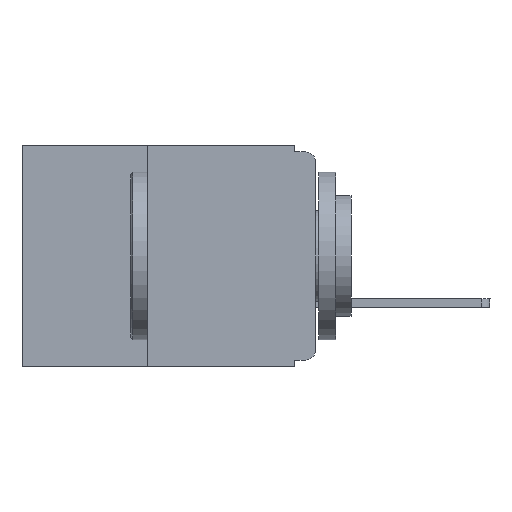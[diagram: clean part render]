
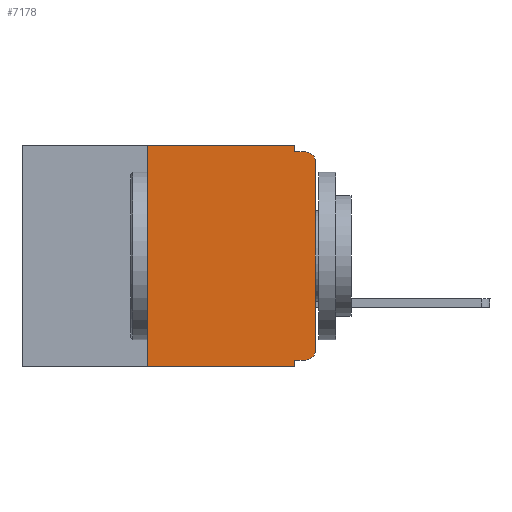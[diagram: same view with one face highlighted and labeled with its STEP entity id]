
A CAD part, left-side view. The second image highlights one B-rep face of the part: STEP entity #7178.
In plain terms, the highlighted planar face has unit normal (-1, 0, 0).
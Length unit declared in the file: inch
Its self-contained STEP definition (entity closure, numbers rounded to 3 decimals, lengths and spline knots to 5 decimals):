
#248 = CARTESIAN_POINT ( 'NONE',  ( 0., 0.437, 0. ) ) ;
#374 = DIRECTION ( 'NONE',  ( 0., 0., 1. ) ) ;
#445 = EDGE_CURVE ( 'NONE', #6105, #8657, #4588, .T. ) ;
#448 = LINE ( 'NONE', #845, #2606 ) ;
#492 = EDGE_LOOP ( 'NONE', ( #6344, #2787, #880, #4988, #6545, #10372, #10074, #10413, #9434, #6078 ) ) ;
#499 = CARTESIAN_POINT ( 'NONE',  ( 0., 0.031, -0.33 ) ) ;
#540 = VECTOR ( 'NONE', #7045, 39.37008 ) ;
#583 = EDGE_CURVE ( 'NONE', #10789, #9195, #8187, .T. ) ;
#845 = CARTESIAN_POINT ( 'NONE',  ( 0., 0., -0.32 ) ) ;
#880 = ORIENTED_EDGE ( 'NONE', *, *, #3661, .F. ) ;
#1254 = EDGE_CURVE ( 'NONE', #6578, #4608, #3416, .T. ) ;
#1309 = VERTEX_POINT ( 'NONE', #4507 ) ;
#1377 = CARTESIAN_POINT ( 'NONE',  ( 0., 0.25, 0. ) ) ;
#1702 = CARTESIAN_POINT ( 'NONE',  ( 0., 0.25, -0.33 ) ) ;
#1771 = DIRECTION ( 'NONE',  ( -1., 0., 0. ) ) ;
#2491 = CARTESIAN_POINT ( 'NONE',  ( 0., 0., -0.01 ) ) ;
#2606 = VECTOR ( 'NONE', #8065, 39.37008 ) ;
#2675 = AXIS2_PLACEMENT_3D ( 'NONE', #7296, #1771, #8240 ) ;
#2787 = ORIENTED_EDGE ( 'NONE', *, *, #1254, .T. ) ;
#2866 = AXIS2_PLACEMENT_3D ( 'NONE', #10382, #9334, #9372 ) ;
#2911 = PLANE ( 'NONE',  #2866 ) ;
#3026 = CARTESIAN_POINT ( 'NONE',  ( 0., 0.031, -0.33 ) ) ;
#3127 = CARTESIAN_POINT ( 'NONE',  ( 0., 0.031, 0. ) ) ;
#3169 = AXIS2_PLACEMENT_3D ( 'NONE', #4698, #10698, #10650 ) ;
#3416 = CIRCLE ( 'NONE', #2675, 0.015 ) ;
#3661 = EDGE_CURVE ( 'NONE', #3665, #4608, #7915, .T. ) ;
#3665 = VERTEX_POINT ( 'NONE', #5294 ) ;
#3707 = DIRECTION ( 'NONE',  ( 0., 0., 1. ) ) ;
#4093 = LINE ( 'NONE', #248, #6836 ) ;
#4116 = CARTESIAN_POINT ( 'NONE',  ( 0., 0.437, -0.33 ) ) ;
#4187 = VECTOR ( 'NONE', #374, 39.37008 ) ;
#4507 = CARTESIAN_POINT ( 'NONE',  ( 0., 0.031, 0. ) ) ;
#4588 = LINE ( 'NONE', #5525, #6617 ) ;
#4608 = VERTEX_POINT ( 'NONE', #6563 ) ;
#4614 = LINE ( 'NONE', #10461, #4187 ) ;
#4698 = CARTESIAN_POINT ( 'NONE',  ( 0., 0.015, -0.305 ) ) ;
#4988 = ORIENTED_EDGE ( 'NONE', *, *, #8498, .F. ) ;
#5117 = EDGE_CURVE ( 'NONE', #8657, #1309, #4093, .T. ) ;
#5294 = CARTESIAN_POINT ( 'NONE',  ( 0., 0.031, -0.01 ) ) ;
#5319 = LINE ( 'NONE', #3127, #10197 ) ;
#5525 = CARTESIAN_POINT ( 'NONE',  ( 0., 0.25, -0.33 ) ) ;
#5574 = CARTESIAN_POINT ( 'NONE',  ( 0., 0.031, -0.32 ) ) ;
#5716 = CARTESIAN_POINT ( 'NONE',  ( 0., 0., -0.025 ) ) ;
#5773 = VERTEX_POINT ( 'NONE', #8745 ) ;
#5781 = DIRECTION ( 'NONE',  ( 0., 0., -1. ) ) ;
#5922 = LINE ( 'NONE', #4116, #10935 ) ;
#6078 = ORIENTED_EDGE ( 'NONE', *, *, #9801, .T. ) ;
#6105 = VERTEX_POINT ( 'NONE', #1702 ) ;
#6344 = ORIENTED_EDGE ( 'NONE', *, *, #11515, .T. ) ;
#6443 = CARTESIAN_POINT ( 'NONE',  ( 0., 0.015, -0.32 ) ) ;
#6545 = ORIENTED_EDGE ( 'NONE', *, *, #5117, .F. ) ;
#6563 = CARTESIAN_POINT ( 'NONE',  ( 0., 0.015, -0.01 ) ) ;
#6578 = VERTEX_POINT ( 'NONE', #5716 ) ;
#6617 = VECTOR ( 'NONE', #3707, 39.37008 ) ;
#6836 = VECTOR ( 'NONE', #9291, 39.37008 ) ;
#6953 = FACE_OUTER_BOUND ( 'NONE', #492, .T. ) ;
#7045 = DIRECTION ( 'NONE',  ( 0., -1., 0. ) ) ;
#7178 = ADVANCED_FACE ( 'NONE', ( #6953 ), #2911, .F. ) ;
#7296 = CARTESIAN_POINT ( 'NONE',  ( 0., 0.015, -0.025 ) ) ;
#7785 = VECTOR ( 'NONE', #10260, 39.37008 ) ;
#7915 = LINE ( 'NONE', #2491, #540 ) ;
#8065 = DIRECTION ( 'NONE',  ( 0., 1., 0. ) ) ;
#8187 = LINE ( 'NONE', #3026, #7785 ) ;
#8240 = DIRECTION ( 'NONE',  ( 0., 0., -1. ) ) ;
#8498 = EDGE_CURVE ( 'NONE', #1309, #3665, #5319, .T. ) ;
#8657 = VERTEX_POINT ( 'NONE', #1377 ) ;
#8696 = DIRECTION ( 'NONE',  ( 0., -1., 0. ) ) ;
#8745 = CARTESIAN_POINT ( 'NONE',  ( 0., 0., -0.305 ) ) ;
#9195 = VERTEX_POINT ( 'NONE', #499 ) ;
#9291 = DIRECTION ( 'NONE',  ( 0., -1., 0. ) ) ;
#9334 = DIRECTION ( 'NONE',  ( 1., 0., 0. ) ) ;
#9372 = DIRECTION ( 'NONE',  ( 0., 0., -1. ) ) ;
#9434 = ORIENTED_EDGE ( 'NONE', *, *, #11785, .F. ) ;
#9801 = EDGE_CURVE ( 'NONE', #10104, #5773, #10697, .T. ) ;
#10074 = ORIENTED_EDGE ( 'NONE', *, *, #11407, .T. ) ;
#10104 = VERTEX_POINT ( 'NONE', #6443 ) ;
#10197 = VECTOR ( 'NONE', #5781, 39.37008 ) ;
#10260 = DIRECTION ( 'NONE',  ( 0., 0., -1. ) ) ;
#10372 = ORIENTED_EDGE ( 'NONE', *, *, #445, .F. ) ;
#10382 = CARTESIAN_POINT ( 'NONE',  ( 0., 0.437, 0. ) ) ;
#10413 = ORIENTED_EDGE ( 'NONE', *, *, #583, .F. ) ;
#10461 = CARTESIAN_POINT ( 'NONE',  ( 0., 0., 0. ) ) ;
#10650 = DIRECTION ( 'NONE',  ( 0., 0., -1. ) ) ;
#10697 = CIRCLE ( 'NONE', #3169, 0.015 ) ;
#10698 = DIRECTION ( 'NONE',  ( -1., 0., 0. ) ) ;
#10789 = VERTEX_POINT ( 'NONE', #5574 ) ;
#10935 = VECTOR ( 'NONE', #8696, 39.37008 ) ;
#11407 = EDGE_CURVE ( 'NONE', #6105, #9195, #5922, .T. ) ;
#11515 = EDGE_CURVE ( 'NONE', #5773, #6578, #4614, .T. ) ;
#11785 = EDGE_CURVE ( 'NONE', #10104, #10789, #448, .T. ) ;
